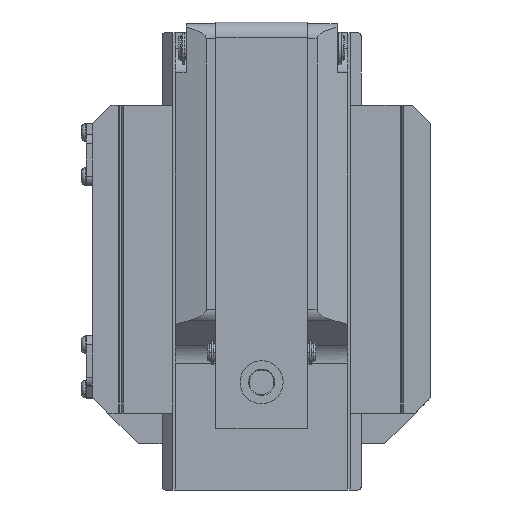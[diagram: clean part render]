
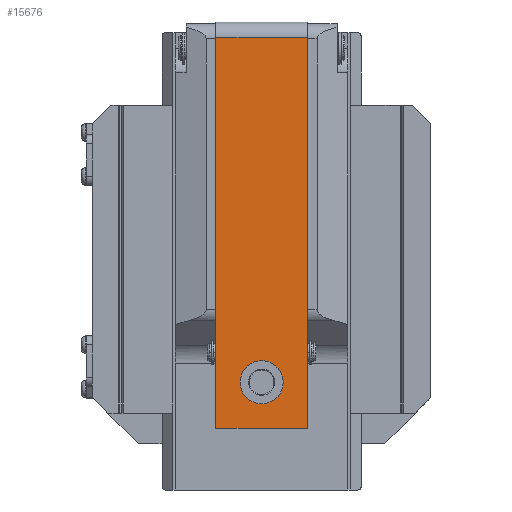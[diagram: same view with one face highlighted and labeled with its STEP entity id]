
A CAD part, left-side view. The second image highlights one B-rep face of the part: STEP entity #15676.
In plain terms, the highlighted planar face has unit normal (-1, 0, 0).
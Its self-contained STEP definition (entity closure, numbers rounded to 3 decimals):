
#2164=DIRECTION('',(0.,0.,1.));
#2165=VECTOR('',#2164,127.);
#2166=CARTESIAN_POINT('',(-156.5,14.85,-45.));
#2167=LINE('',#2166,#2165);
#2278=DIRECTION('',(0.,0.,1.));
#2279=VECTOR('',#2278,127.);
#2280=CARTESIAN_POINT('',(-156.5,-14.85,-45.));
#2281=LINE('',#2280,#2279);
#3940=DIRECTION('',(0.,-1.,0.));
#3941=VECTOR('',#3940,29.7);
#3942=CARTESIAN_POINT('',(-156.5,14.85,82.));
#3943=LINE('',#3942,#3941);
#3944=DIRECTION('',(0.,1.,0.));
#3945=VECTOR('',#3944,29.7);
#3946=CARTESIAN_POINT('',(-156.5,-14.85,-45.));
#3947=LINE('',#3946,#3945);
#3948=CARTESIAN_POINT('',(-156.5,0.,-30.));
#3949=DIRECTION('',(-1.,0.,0.));
#3950=DIRECTION('',(0.,0.,1.));
#3951=AXIS2_PLACEMENT_3D('',#3948,#3949,#3950);
#3953=CARTESIAN_POINT('',(-156.5,0.,-30.));
#3954=DIRECTION('',(-1.,0.,0.));
#3955=DIRECTION('',(0.,0.,-1.));
#3956=AXIS2_PLACEMENT_3D('',#3953,#3954,#3955);
#10091=CARTESIAN_POINT('',(-156.5,-14.85,-45.));
#10092=VERTEX_POINT('',#10091);
#10097=CARTESIAN_POINT('',(-156.5,14.85,-45.));
#10098=VERTEX_POINT('',#10097);
#10104=CARTESIAN_POINT('',(-156.5,-14.85,82.));
#10106=VERTEX_POINT('',#10104);
#10107=CARTESIAN_POINT('',(-156.5,14.85,82.));
#10108=VERTEX_POINT('',#10107);
#10285=CARTESIAN_POINT('',(-156.5,0.,-23.));
#10286=CARTESIAN_POINT('',(-156.5,0.,-37.));
#10287=VERTEX_POINT('',#10285);
#10288=VERTEX_POINT('',#10286);
#15658=CARTESIAN_POINT('',(-156.5,-14.85,-45.));
#15659=DIRECTION('',(-1.,0.,0.));
#15660=DIRECTION('',(0.,0.,1.));
#15661=AXIS2_PLACEMENT_3D('',#15658,#15659,#15660);
#15662=PLANE('',#15661);
#15663=ORIENTED_EDGE('',*,*,#15651,.T.);
#15664=ORIENTED_EDGE('',*,*,#13872,.F.);
#15666=ORIENTED_EDGE('',*,*,#15665,.T.);
#15667=ORIENTED_EDGE('',*,*,#13779,.T.);
#15668=EDGE_LOOP('',(#15663,#15664,#15666,#15667));
#15669=FACE_OUTER_BOUND('',#15668,.F.);
#15671=ORIENTED_EDGE('',*,*,#15670,.T.);
#15673=ORIENTED_EDGE('',*,*,#15672,.T.);
#15674=EDGE_LOOP('',(#15671,#15673));
#15675=FACE_BOUND('',#15674,.F.);
#15676=ADVANCED_FACE('',(#15669,#15675),#15662,.T.);
#3952=CIRCLE('',#3951,7.);
#3957=CIRCLE('',#3956,7.);
#13779=EDGE_CURVE('',#10098,#10108,#2167,.T.);
#13872=EDGE_CURVE('',#10092,#10106,#2281,.T.);
#15651=EDGE_CURVE('',#10108,#10106,#3943,.T.);
#15665=EDGE_CURVE('',#10092,#10098,#3947,.T.);
#15670=EDGE_CURVE('',#10287,#10288,#3952,.T.);
#15672=EDGE_CURVE('',#10288,#10287,#3957,.T.);
